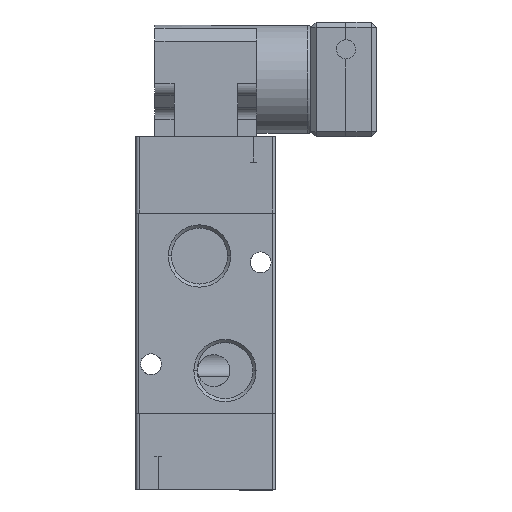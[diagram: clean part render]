
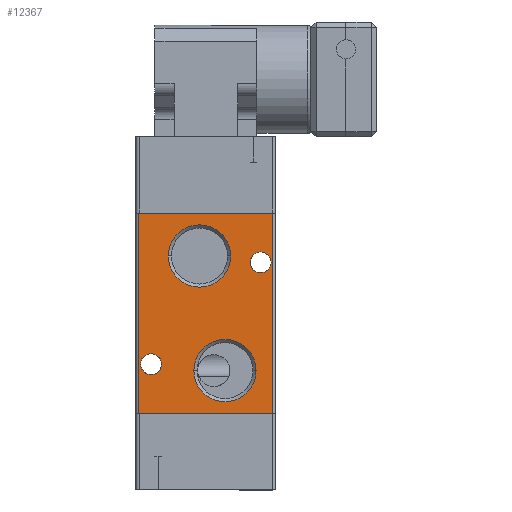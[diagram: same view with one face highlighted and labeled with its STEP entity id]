
A CAD part, left-side view. The second image highlights one B-rep face of the part: STEP entity #12367.
In plain terms, the highlighted planar face has unit normal (-1, 0, 0).
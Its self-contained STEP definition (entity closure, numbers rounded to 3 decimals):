
#216 = DIRECTION ( 'NONE',  ( -1., 0., 0. ) ) ;
#224 = CIRCLE ( 'NONE', #7489, 4.889 ) ;
#232 = CARTESIAN_POINT ( 'NONE',  ( -2., -2.111, -18.75 ) ) ;
#359 = AXIS2_PLACEMENT_3D ( 'NONE', #8830, #2482, #3804 ) ;
#443 = AXIS2_PLACEMENT_3D ( 'NONE', #3582, #16381, #10214 ) ;
#525 = AXIS2_PLACEMENT_3D ( 'NONE', #13800, #16363, #12710 ) ;
#529 = FACE_BOUND ( 'NONE', #540, .T. ) ;
#540 = EDGE_LOOP ( 'NONE', ( #2129, #5836 ) ) ;
#581 = CARTESIAN_POINT ( 'NONE',  ( -2., -11., -36.75 ) ) ;
#785 = VERTEX_POINT ( 'NONE', #11528 ) ;
#859 = CARTESIAN_POINT ( 'NONE',  ( -2., 2.5, -12. ) ) ;
#1135 = EDGE_CURVE ( 'NONE', #785, #9822, #10810, .T. ) ;
#1158 = CARTESIAN_POINT ( 'NONE',  ( -2., -19., -12. ) ) ;
#1210 = EDGE_CURVE ( 'NONE', #5764, #15937, #4987, .T. ) ;
#1254 = ORIENTED_EDGE ( 'NONE', *, *, #10109, .T. ) ;
#1432 = CARTESIAN_POINT ( 'NONE',  ( -2., -18.5, -43.5 ) ) ;
#1457 = CIRCLE ( 'NONE', #7216, 1.65 ) ;
#1824 = CIRCLE ( 'NONE', #525, 1.65 ) ;
#1862 = DIRECTION ( 'NONE',  ( 0., -1., 0. ) ) ;
#1868 = EDGE_LOOP ( 'NONE', ( #15781, #8402 ) ) ;
#2129 = ORIENTED_EDGE ( 'NONE', *, *, #4115, .T. ) ;
#2305 = DIRECTION ( 'NONE',  ( 0., 0., 1. ) ) ;
#2482 = DIRECTION ( 'NONE',  ( 1., 0., 0. ) ) ;
#2705 = CARTESIAN_POINT ( 'NONE',  ( -2., -18.5, -12. ) ) ;
#3044 = EDGE_LOOP ( 'NONE', ( #13055, #1254, #3986, #12438 ) ) ;
#3231 = CARTESIAN_POINT ( 'NONE',  ( -2., -15.889, -36.75 ) ) ;
#3338 = DIRECTION ( 'NONE',  ( 0., 1., 0. ) ) ;
#3426 = EDGE_CURVE ( 'NONE', #5626, #11427, #1457, .T. ) ;
#3526 = CARTESIAN_POINT ( 'NONE',  ( -2., 2.5, -43.5 ) ) ;
#3582 = CARTESIAN_POINT ( 'NONE',  ( -2., -7., -18.75 ) ) ;
#3688 = EDGE_CURVE ( 'NONE', #11427, #5626, #1824, .T. ) ;
#3804 = DIRECTION ( 'NONE',  ( 0., -1., 0. ) ) ;
#3842 = CIRCLE ( 'NONE', #3942, 1.65 ) ;
#3942 = AXIS2_PLACEMENT_3D ( 'NONE', #4756, #8503, #10696 ) ;
#3986 = ORIENTED_EDGE ( 'NONE', *, *, #1210, .F. ) ;
#4031 = DIRECTION ( 'NONE',  ( 0., 1., 0. ) ) ;
#4081 = CARTESIAN_POINT ( 'NONE',  ( -2., -19., -12. ) ) ;
#4115 = EDGE_CURVE ( 'NONE', #9822, #785, #3842, .T. ) ;
#4738 = EDGE_CURVE ( 'NONE', #10362, #14115, #224, .T. ) ;
#4756 = CARTESIAN_POINT ( 'NONE',  ( -2., 0.6, -35.75 ) ) ;
#4987 = LINE ( 'NONE', #9159, #15712 ) ;
#5626 = VERTEX_POINT ( 'NONE', #14835 ) ;
#5713 = ORIENTED_EDGE ( 'NONE', *, *, #16389, .F. ) ;
#5764 = VERTEX_POINT ( 'NONE', #1432 ) ;
#5836 = ORIENTED_EDGE ( 'NONE', *, *, #1135, .T. ) ;
#6065 = CARTESIAN_POINT ( 'NONE',  ( -2., 2.5, -12. ) ) ;
#6574 = CARTESIAN_POINT ( 'NONE',  ( -2., -11., -36.75 ) ) ;
#7172 = DIRECTION ( 'NONE',  ( 0., 1., 0. ) ) ;
#7216 = AXIS2_PLACEMENT_3D ( 'NONE', #10876, #10768, #1862 ) ;
#7305 = FACE_BOUND ( 'NONE', #13608, .T. ) ;
#7489 = AXIS2_PLACEMENT_3D ( 'NONE', #581, #13342, #3338 ) ;
#7907 = FACE_OUTER_BOUND ( 'NONE', #3044, .T. ) ;
#8402 = ORIENTED_EDGE ( 'NONE', *, *, #4738, .F. ) ;
#8492 = VECTOR ( 'NONE', #13978, 1000. ) ;
#8503 = DIRECTION ( 'NONE',  ( 1., 0., 0. ) ) ;
#8693 = EDGE_CURVE ( 'NONE', #15482, #9179, #11903, .T. ) ;
#8830 = CARTESIAN_POINT ( 'NONE',  ( -2., 0.6, -35.75 ) ) ;
#9042 = DIRECTION ( 'NONE',  ( 0., 0., 1. ) ) ;
#9159 = CARTESIAN_POINT ( 'NONE',  ( -2., -19., -43.5 ) ) ;
#9179 = VERTEX_POINT ( 'NONE', #859 ) ;
#9822 = VERTEX_POINT ( 'NONE', #9879 ) ;
#9879 = CARTESIAN_POINT ( 'NONE',  ( -2., -1.05, -35.75 ) ) ;
#9911 = EDGE_CURVE ( 'NONE', #5764, #15482, #10182, .T. ) ;
#9927 = PLANE ( 'NONE',  #13672 ) ;
#9950 = AXIS2_PLACEMENT_3D ( 'NONE', #6574, #216, #7172 ) ;
#10109 = EDGE_CURVE ( 'NONE', #9179, #15937, #14905, .T. ) ;
#10182 = LINE ( 'NONE', #2705, #16484 ) ;
#10214 = DIRECTION ( 'NONE',  ( 0., 1., 0. ) ) ;
#10362 = VERTEX_POINT ( 'NONE', #3231 ) ;
#10696 = DIRECTION ( 'NONE',  ( 0., -1., 0. ) ) ;
#10768 = DIRECTION ( 'NONE',  ( 1., 0., 0. ) ) ;
#10810 = CIRCLE ( 'NONE', #359, 1.65 ) ;
#10876 = CARTESIAN_POINT ( 'NONE',  ( -2., -16.6, -19.75 ) ) ;
#10978 = VECTOR ( 'NONE', #14779, 1000. ) ;
#11297 = CARTESIAN_POINT ( 'NONE',  ( -2., -11.889, -18.75 ) ) ;
#11427 = VERTEX_POINT ( 'NONE', #14317 ) ;
#11475 = CIRCLE ( 'NONE', #443, 4.889 ) ;
#11528 = CARTESIAN_POINT ( 'NONE',  ( -2., 2.25, -35.75 ) ) ;
#11703 = FACE_BOUND ( 'NONE', #12652, .T. ) ;
#11897 = VERTEX_POINT ( 'NONE', #11297 ) ;
#11903 = LINE ( 'NONE', #4081, #8492 ) ;
#12194 = CIRCLE ( 'NONE', #15590, 4.889 ) ;
#12276 = DIRECTION ( 'NONE',  ( -1., 0., 0. ) ) ;
#12367 = ADVANCED_FACE ( 'NONE', ( #16201, #7305, #11703, #529, #7907 ), #9927, .F. ) ;
#12438 = ORIENTED_EDGE ( 'NONE', *, *, #9911, .T. ) ;
#12522 = ORIENTED_EDGE ( 'NONE', *, *, #3688, .T. ) ;
#12652 = EDGE_LOOP ( 'NONE', ( #12522, #15838 ) ) ;
#12710 = DIRECTION ( 'NONE',  ( 0., -1., 0. ) ) ;
#12739 = EDGE_CURVE ( 'NONE', #14115, #10362, #13285, .T. ) ;
#13055 = ORIENTED_EDGE ( 'NONE', *, *, #8693, .T. ) ;
#13269 = EDGE_CURVE ( 'NONE', #16257, #11897, #11475, .T. ) ;
#13285 = CIRCLE ( 'NONE', #9950, 4.889 ) ;
#13321 = CARTESIAN_POINT ( 'NONE',  ( -2., -6.111, -36.75 ) ) ;
#13342 = DIRECTION ( 'NONE',  ( -1., 0., 0. ) ) ;
#13608 = EDGE_LOOP ( 'NONE', ( #15222, #5713 ) ) ;
#13672 = AXIS2_PLACEMENT_3D ( 'NONE', #1158, #13764, #2305 ) ;
#13764 = DIRECTION ( 'NONE',  ( 1., 0., 0. ) ) ;
#13800 = CARTESIAN_POINT ( 'NONE',  ( -2., -16.6, -19.75 ) ) ;
#13978 = DIRECTION ( 'NONE',  ( 0., 1., 0. ) ) ;
#14115 = VERTEX_POINT ( 'NONE', #13321 ) ;
#14317 = CARTESIAN_POINT ( 'NONE',  ( -2., -18.25, -19.75 ) ) ;
#14328 = CARTESIAN_POINT ( 'NONE',  ( -2., -18.5, -12. ) ) ;
#14376 = CARTESIAN_POINT ( 'NONE',  ( -2., -7., -18.75 ) ) ;
#14779 = DIRECTION ( 'NONE',  ( 0., 0., -1. ) ) ;
#14782 = DIRECTION ( 'NONE',  ( 0., 1., 0. ) ) ;
#14835 = CARTESIAN_POINT ( 'NONE',  ( -2., -14.95, -19.75 ) ) ;
#14905 = LINE ( 'NONE', #6065, #10978 ) ;
#15222 = ORIENTED_EDGE ( 'NONE', *, *, #13269, .F. ) ;
#15482 = VERTEX_POINT ( 'NONE', #14328 ) ;
#15590 = AXIS2_PLACEMENT_3D ( 'NONE', #14376, #12276, #14782 ) ;
#15712 = VECTOR ( 'NONE', #4031, 1000. ) ;
#15781 = ORIENTED_EDGE ( 'NONE', *, *, #12739, .F. ) ;
#15838 = ORIENTED_EDGE ( 'NONE', *, *, #3426, .T. ) ;
#15937 = VERTEX_POINT ( 'NONE', #3526 ) ;
#16201 = FACE_BOUND ( 'NONE', #1868, .T. ) ;
#16257 = VERTEX_POINT ( 'NONE', #232 ) ;
#16363 = DIRECTION ( 'NONE',  ( 1., 0., 0. ) ) ;
#16381 = DIRECTION ( 'NONE',  ( -1., 0., 0. ) ) ;
#16389 = EDGE_CURVE ( 'NONE', #11897, #16257, #12194, .T. ) ;
#16484 = VECTOR ( 'NONE', #9042, 1000. ) ;
